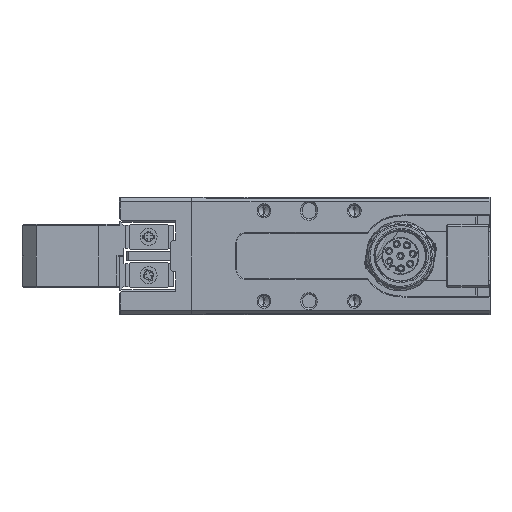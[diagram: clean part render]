
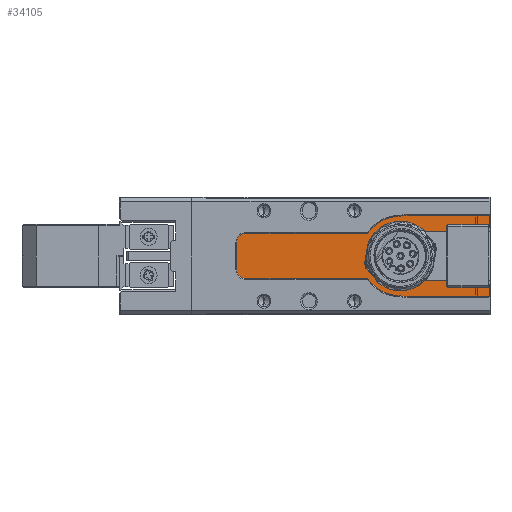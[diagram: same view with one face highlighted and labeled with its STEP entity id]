
A CAD part, left-side view. The second image highlights one B-rep face of the part: STEP entity #34105.
In plain terms, the highlighted planar face has unit normal (-1, 0, 0).
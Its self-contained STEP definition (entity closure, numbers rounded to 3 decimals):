
#1250 = LINE ( 'NONE', #2109, #63826 ) ;
#1533 = DIRECTION ( 'NONE',  ( 0., 0., -1. ) ) ;
#1650 = EDGE_CURVE ( 'NONE', #83229, #33295, #23576, .T. ) ;
#2109 = CARTESIAN_POINT ( 'NONE',  ( -27.3, 56., -5. ) ) ;
#2969 = LINE ( 'NONE', #8746, #54536 ) ;
#3419 = VERTEX_POINT ( 'NONE', #64085 ) ;
#3902 = AXIS2_PLACEMENT_3D ( 'NONE', #8572, #8130, #1533 ) ;
#4977 = DIRECTION ( 'NONE',  ( -1., 0., 0. ) ) ;
#6211 = VERTEX_POINT ( 'NONE', #29352 ) ;
#6442 = DIRECTION ( 'NONE',  ( 0., 0., -1. ) ) ;
#6751 = EDGE_LOOP ( 'NONE', ( #51186, #78399, #24018, #26406, #14448, #75682, #36658, #35506, #57905, #41592, #14344, #48187, #80756, #80853, #42298, #34624 ) ) ;
#7027 = CARTESIAN_POINT ( 'NONE',  ( -27.3, 27.042, 5. ) ) ;
#8058 = EDGE_CURVE ( 'NONE', #27050, #40048, #22583, .T. ) ;
#8130 = DIRECTION ( 'NONE',  ( -1., 0., 0. ) ) ;
#8146 = EDGE_CURVE ( 'NONE', #3419, #17417, #57268, .T. ) ;
#8456 = EDGE_CURVE ( 'NONE', #73363, #6211, #85804, .T. ) ;
#8572 = CARTESIAN_POINT ( 'NONE',  ( -27.3, 18., 0. ) ) ;
#8746 = CARTESIAN_POINT ( 'NONE',  ( -27.3, 18., 9. ) ) ;
#9003 = EDGE_CURVE ( 'NONE', #68020, #83229, #28072, .T. ) ;
#9065 = DIRECTION ( 'NONE',  ( 1., 0., 0. ) ) ;
#9507 = AXIS2_PLACEMENT_3D ( 'NONE', #18633, #4977, #77677 ) ;
#9709 = CARTESIAN_POINT ( 'NONE',  ( -27.3, 54., -3. ) ) ;
#10611 = DIRECTION ( 'NONE',  ( 0., 0., 1. ) ) ;
#11323 = CARTESIAN_POINT ( 'NONE',  ( -27.3, 56., 3. ) ) ;
#11861 = DIRECTION ( 'NONE',  ( 0., -1., 0. ) ) ;
#11900 = CARTESIAN_POINT ( 'NONE',  ( -27.3, 0., 0. ) ) ;
#12638 = CARTESIAN_POINT ( 'NONE',  ( -27.3, 0., 9. ) ) ;
#12712 = LINE ( 'NONE', #72244, #22522 ) ;
#13081 = CIRCLE ( 'NONE', #86316, 5.4 ) ;
#13915 = CARTESIAN_POINT ( 'NONE',  ( -27.3, 19.8, 0. ) ) ;
#14344 = ORIENTED_EDGE ( 'NONE', *, *, #51823, .T. ) ;
#14448 = ORIENTED_EDGE ( 'NONE', *, *, #8058, .T. ) ;
#15038 = VERTEX_POINT ( 'NONE', #16177 ) ;
#15557 = EDGE_CURVE ( 'NONE', #49381, #3419, #26573, .T. ) ;
#15884 = FACE_OUTER_BOUND ( 'NONE', #6751, .T. ) ;
#16177 = CARTESIAN_POINT ( 'NONE',  ( -27.3, 19.889, 8.8 ) ) ;
#17078 = DIRECTION ( 'NONE',  ( 0., 1., 0. ) ) ;
#17417 = VERTEX_POINT ( 'NONE', #12638 ) ;
#18381 = AXIS2_PLACEMENT_3D ( 'NONE', #9709, #36556, #68796 ) ;
#18633 = CARTESIAN_POINT ( 'NONE',  ( -27.3, 18., 0. ) ) ;
#20273 = VERTEX_POINT ( 'NONE', #42260 ) ;
#22123 = VERTEX_POINT ( 'NONE', #63950 ) ;
#22370 = DIRECTION ( 'NONE',  ( 0., -1., 0. ) ) ;
#22373 = LINE ( 'NONE', #62887, #38453 ) ;
#22508 = DIRECTION ( 'NONE',  ( -1., 0., 0. ) ) ;
#22522 = VECTOR ( 'NONE', #11861, 1000. ) ;
#22583 = CIRCLE ( 'NONE', #18381, 2. ) ;
#23370 = DIRECTION ( 'NONE',  ( 0., 0., -1. ) ) ;
#23576 = CIRCLE ( 'NONE', #3902, 9. ) ;
#24018 = ORIENTED_EDGE ( 'NONE', *, *, #45607, .T. ) ;
#24287 = CARTESIAN_POINT ( 'NONE',  ( -27.3, 0., 0. ) ) ;
#26406 = ORIENTED_EDGE ( 'NONE', *, *, #55292, .T. ) ;
#26573 = LINE ( 'NONE', #47208, #66400 ) ;
#27050 = VERTEX_POINT ( 'NONE', #55085 ) ;
#27437 = LINE ( 'NONE', #68019, #61979 ) ;
#28072 = CIRCLE ( 'NONE', #30874, 8.8 ) ;
#29352 = CARTESIAN_POINT ( 'NONE',  ( -27.3, 54., 5. ) ) ;
#30011 = DIRECTION ( 'NONE',  ( 0., 0., 1. ) ) ;
#30059 = CARTESIAN_POINT ( 'NONE',  ( -27.3, 27.042, -5. ) ) ;
#30874 = AXIS2_PLACEMENT_3D ( 'NONE', #36152, #22508, #23370 ) ;
#31658 = CIRCLE ( 'NONE', #71166, 2. ) ;
#33295 = VERTEX_POINT ( 'NONE', #78299 ) ;
#33394 = EDGE_CURVE ( 'NONE', #15038, #73363, #62796, .T. ) ;
#33991 = DIRECTION ( 'NONE',  ( 0., 0., -1. ) ) ;
#34105 = ADVANCED_FACE ( 'NONE', ( #15884 ), #62578, .F. ) ;
#34367 = EDGE_CURVE ( 'NONE', #22123, #17417, #2969, .T. ) ;
#34624 = ORIENTED_EDGE ( 'NONE', *, *, #77255, .T. ) ;
#35506 = ORIENTED_EDGE ( 'NONE', *, *, #1650, .T. ) ;
#35907 = DIRECTION ( 'NONE',  ( 0., 0., -1. ) ) ;
#36152 = CARTESIAN_POINT ( 'NONE',  ( -27.3, 19.8, 0. ) ) ;
#36556 = DIRECTION ( 'NONE',  ( -1., 0., 0. ) ) ;
#36658 = ORIENTED_EDGE ( 'NONE', *, *, #9003, .T. ) ;
#37074 = LINE ( 'NONE', #24287, #43400 ) ;
#38301 = DIRECTION ( 'NONE',  ( 0., 0., -1. ) ) ;
#38453 = VECTOR ( 'NONE', #75706, 1000. ) ;
#40048 = VERTEX_POINT ( 'NONE', #84087 ) ;
#41592 = ORIENTED_EDGE ( 'NONE', *, *, #57058, .T. ) ;
#42260 = CARTESIAN_POINT ( 'NONE',  ( -27.3, 0., -5.4 ) ) ;
#42298 = ORIENTED_EDGE ( 'NONE', *, *, #34367, .F. ) ;
#43248 = EDGE_CURVE ( 'NONE', #40048, #68020, #1250, .T. ) ;
#43400 = VECTOR ( 'NONE', #30011, 1000. ) ;
#45607 = EDGE_CURVE ( 'NONE', #6211, #57952, #31658, .T. ) ;
#46444 = VECTOR ( 'NONE', #17078, 1000. ) ;
#46749 = DIRECTION ( 'NONE',  ( -1., 0., 0. ) ) ;
#46791 = DIRECTION ( 'NONE',  ( 0., -1., 0. ) ) ;
#47208 = CARTESIAN_POINT ( 'NONE',  ( -27.3, 0., 5.4 ) ) ;
#48187 = ORIENTED_EDGE ( 'NONE', *, *, #53731, .T. ) ;
#48945 = CARTESIAN_POINT ( 'NONE',  ( -27.3, 19.8, -5.4 ) ) ;
#49381 = VERTEX_POINT ( 'NONE', #49968 ) ;
#49968 = CARTESIAN_POINT ( 'NONE',  ( -27.3, 19.8, 5.4 ) ) ;
#50059 = CARTESIAN_POINT ( 'NONE',  ( -27.3, 56., 5. ) ) ;
#51186 = ORIENTED_EDGE ( 'NONE', *, *, #33394, .T. ) ;
#51709 = AXIS2_PLACEMENT_3D ( 'NONE', #13915, #67266, #6442 ) ;
#51823 = EDGE_CURVE ( 'NONE', #20273, #64511, #27437, .T. ) ;
#52389 = CARTESIAN_POINT ( 'NONE',  ( -27.3, 0., 0. ) ) ;
#53731 = EDGE_CURVE ( 'NONE', #64511, #49381, #13081, .T. ) ;
#54536 = VECTOR ( 'NONE', #83164, 1000. ) ;
#55085 = CARTESIAN_POINT ( 'NONE',  ( -27.3, 56., -3. ) ) ;
#55292 = EDGE_CURVE ( 'NONE', #57952, #27050, #22373, .T. ) ;
#56137 = CARTESIAN_POINT ( 'NONE',  ( -27.3, 0., -9. ) ) ;
#57058 = EDGE_CURVE ( 'NONE', #58237, #20273, #37074, .T. ) ;
#57268 = LINE ( 'NONE', #52389, #67655 ) ;
#57905 = ORIENTED_EDGE ( 'NONE', *, *, #79242, .T. ) ;
#57952 = VERTEX_POINT ( 'NONE', #11323 ) ;
#58237 = VERTEX_POINT ( 'NONE', #56137 ) ;
#59577 = CARTESIAN_POINT ( 'NONE',  ( -27.3, 54., 3. ) ) ;
#61979 = VECTOR ( 'NONE', #68443, 1000. ) ;
#62578 = PLANE ( 'NONE',  #86876 ) ;
#62796 = CIRCLE ( 'NONE', #51709, 8.8 ) ;
#62887 = CARTESIAN_POINT ( 'NONE',  ( -27.3, 56., 5. ) ) ;
#63826 = VECTOR ( 'NONE', #22370, 1000. ) ;
#63898 = DIRECTION ( 'NONE',  ( 1., 0., 0. ) ) ;
#63950 = CARTESIAN_POINT ( 'NONE',  ( -27.3, 18., 9. ) ) ;
#64085 = CARTESIAN_POINT ( 'NONE',  ( -27.3, 0., 5.4 ) ) ;
#64511 = VERTEX_POINT ( 'NONE', #48945 ) ;
#66400 = VECTOR ( 'NONE', #46791, 1000. ) ;
#67222 = CIRCLE ( 'NONE', #9507, 9. ) ;
#67266 = DIRECTION ( 'NONE',  ( -1., 0., 0. ) ) ;
#67655 = VECTOR ( 'NONE', #10611, 1000. ) ;
#68019 = CARTESIAN_POINT ( 'NONE',  ( -27.3, 0., -5.4 ) ) ;
#68020 = VERTEX_POINT ( 'NONE', #30059 ) ;
#68443 = DIRECTION ( 'NONE',  ( 0., 1., 0. ) ) ;
#68796 = DIRECTION ( 'NONE',  ( 0., 0., -1. ) ) ;
#69461 = CARTESIAN_POINT ( 'NONE',  ( -27.3, 19.8, 0. ) ) ;
#71166 = AXIS2_PLACEMENT_3D ( 'NONE', #59577, #46749, #33991 ) ;
#72244 = CARTESIAN_POINT ( 'NONE',  ( -27.3, 18., -9. ) ) ;
#73363 = VERTEX_POINT ( 'NONE', #7027 ) ;
#75682 = ORIENTED_EDGE ( 'NONE', *, *, #43248, .T. ) ;
#75706 = DIRECTION ( 'NONE',  ( 0., 0., -1. ) ) ;
#77255 = EDGE_CURVE ( 'NONE', #22123, #15038, #67222, .T. ) ;
#77677 = DIRECTION ( 'NONE',  ( 0., 0., -1. ) ) ;
#78299 = CARTESIAN_POINT ( 'NONE',  ( -27.3, 18., -9. ) ) ;
#78399 = ORIENTED_EDGE ( 'NONE', *, *, #8456, .T. ) ;
#79242 = EDGE_CURVE ( 'NONE', #33295, #58237, #12712, .T. ) ;
#80756 = ORIENTED_EDGE ( 'NONE', *, *, #15557, .T. ) ;
#80853 = ORIENTED_EDGE ( 'NONE', *, *, #8146, .T. ) ;
#83164 = DIRECTION ( 'NONE',  ( 0., -1., 0. ) ) ;
#83229 = VERTEX_POINT ( 'NONE', #84399 ) ;
#84087 = CARTESIAN_POINT ( 'NONE',  ( -27.3, 54., -5. ) ) ;
#84399 = CARTESIAN_POINT ( 'NONE',  ( -27.3, 19.889, -8.8 ) ) ;
#85804 = LINE ( 'NONE', #50059, #46444 ) ;
#86316 = AXIS2_PLACEMENT_3D ( 'NONE', #69461, #9065, #35907 ) ;
#86876 = AXIS2_PLACEMENT_3D ( 'NONE', #11900, #63898, #38301 ) ;
